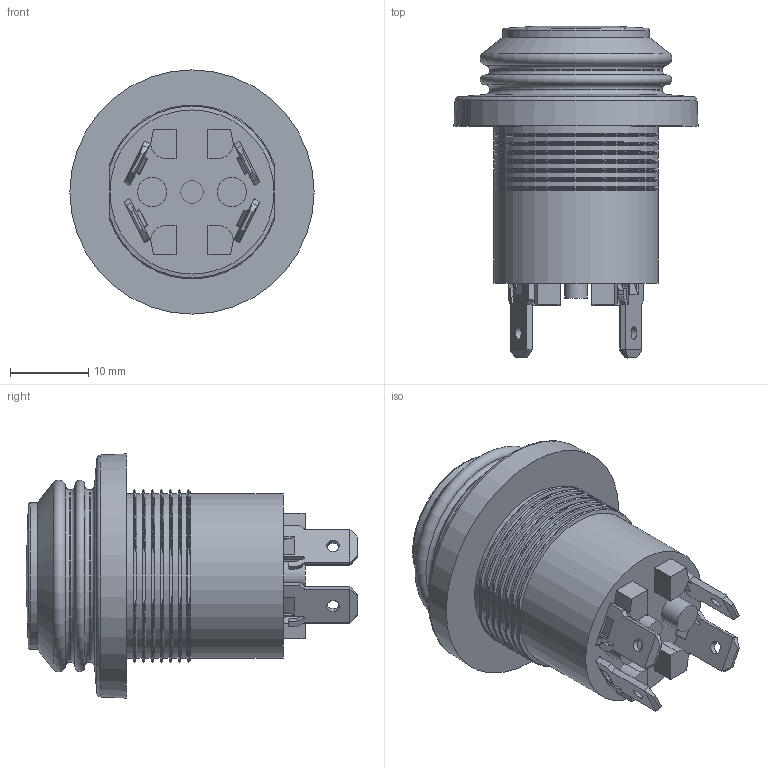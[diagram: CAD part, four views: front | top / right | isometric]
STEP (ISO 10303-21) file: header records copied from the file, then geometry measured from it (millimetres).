
FILE_DESCRIPTION(/* description */ (''),/* implementation_level */ '2;1');
FILE_NAME(/* name */ 'MW Assembly Model.stp',/* time_stamp */ '2023-02-21T15:30:57-05:00',/* author */ ('dwiltbank'),/* organization */ (''),/* preprocessor_version */ 'ST-DEVELOPER v18.1',/* originating_system */ 'Autodesk Inventor 2022',/* authorisation */ '');
FILE_SCHEMA (('AUTOMOTIVE_DESIGN { 1 0 10303 214 3 1 1 }'));
Length unit declared in the file: inch
Products named in the file (1): MW Assembly Model_Simplify_1
Bounding box: 31.11 x 42.3 x 31.11 mm (x, y, z)
Volume: 13559.6 mm3; surface area: 5024.8 mm2
Topology: 1 solids, 1 shells, 446 faces, 1192 edges, 761 vertices
Faces by surface type: plane 232, cylinder 122, cone 75, sphere 9, torus 8
Full cylindrical faces by diameter (mm): 1.575 x4, 2.921 x1, 3.708 x2, 18.644 x1, 20.904 x8, 21.971 x2
Entity records: 14235 total; most frequent: CARTESIAN_POINT 2632, ORIENTED_EDGE 2384, DIRECTION 2303, EDGE_CURVE 1192, AXIS2_PLACEMENT_3D 780, VERTEX_POINT 761, LINE 743, VECTOR 743
